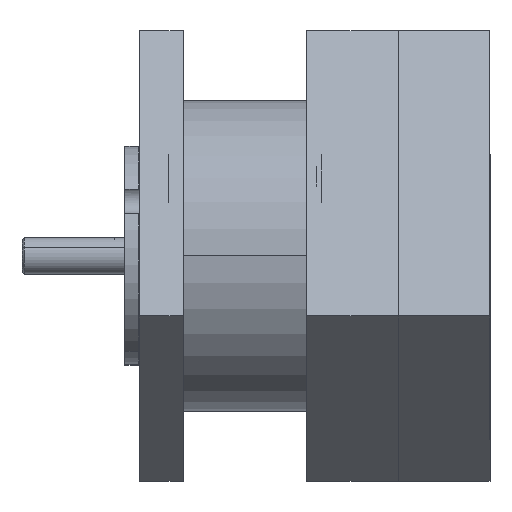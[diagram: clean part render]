
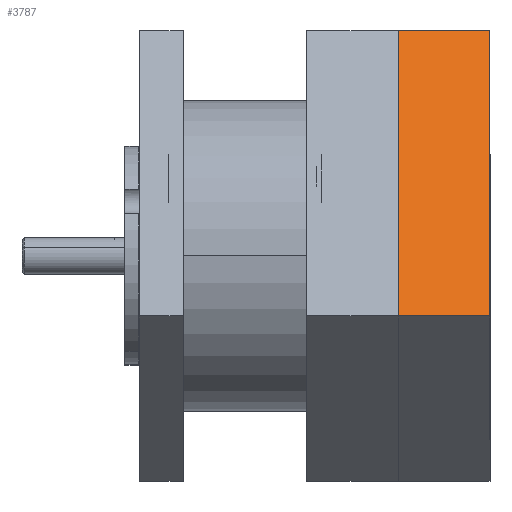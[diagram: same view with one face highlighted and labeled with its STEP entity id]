
A CAD part, top view. The second image highlights one B-rep face of the part: STEP entity #3787.
In plain terms, the highlighted planar face has unit normal (0, 0.5, 0.866).
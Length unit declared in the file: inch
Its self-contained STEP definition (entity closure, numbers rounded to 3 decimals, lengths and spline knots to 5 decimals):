
#1013 = PLANE ( 'NONE',  #3326 ) ;
#1016 = CARTESIAN_POINT ( 'NONE',  ( -1.9141, 0.04181, 11.4613 ) ) ;
#1017 = DIRECTION ( 'NONE',  ( 0., -0.5, -0.866 ) ) ;
#1023 = DIRECTION ( 'NONE',  ( -1., 0., 0. ) ) ;
#1940 = LINE ( 'NONE', #1942, #3400 ) ;
#1942 = CARTESIAN_POINT ( 'NONE',  ( -1.2891, 0.04181, 11.4613 ) ) ;
#1948 = LINE ( 'NONE', #1950, #3423 ) ;
#1949 = DIRECTION ( 'NONE',  ( 0., 0.866, -0.5 ) ) ;
#1950 = CARTESIAN_POINT ( 'NONE',  ( -1.9141, 1.99036, 10.3363 ) ) ;
#1957 = DIRECTION ( 'NONE',  ( 1., 0., 0. ) ) ;
#1963 = LINE ( 'NONE', #1971, #2881 ) ;
#1971 = CARTESIAN_POINT ( 'NONE',  ( -1.9141, 0.04181, 11.4613 ) ) ;
#1979 = DIRECTION ( 'NONE',  ( 0., 0.866, -0.5 ) ) ;
#2102 = DIRECTION ( 'NONE',  ( 1., 0., 0. ) ) ;
#2108 = LINE ( 'NONE', #2110, #3407 ) ;
#2110 = CARTESIAN_POINT ( 'NONE',  ( -1.9141, 0.04181, 11.4613 ) ) ;
#2187 = CARTESIAN_POINT ( 'NONE',  ( -1.2891, 1.99036, 10.3363 ) ) ;
#2195 = CARTESIAN_POINT ( 'NONE',  ( -1.9141, 1.99036, 10.3363 ) ) ;
#2356 = CARTESIAN_POINT ( 'NONE',  ( -1.2891, 0.04181, 11.4613 ) ) ;
#2357 = CARTESIAN_POINT ( 'NONE',  ( -1.9141, 0.04181, 11.4613 ) ) ;
#2771 = FACE_OUTER_BOUND ( 'NONE', #4296, .T. ) ;
#2881 = VECTOR ( 'NONE', #1979, 39.37008 ) ;
#3326 = AXIS2_PLACEMENT_3D ( 'NONE', #1016, #1017, #1023 ) ;
#3400 = VECTOR ( 'NONE', #1949, 39.37008 ) ;
#3407 = VECTOR ( 'NONE', #2102, 39.37008 ) ;
#3423 = VECTOR ( 'NONE', #1957, 39.37008 ) ;
#3787 = ADVANCED_FACE ( 'NONE', ( #2771 ), #1013, .F. ) ;
#4010 = EDGE_CURVE ( 'NONE', #5748, #5668, #1940, .T. ) ;
#4011 = EDGE_CURVE ( 'NONE', #5661, #5668, #1948, .T. ) ;
#4013 = EDGE_CURVE ( 'NONE', #5747, #5748, #2108, .T. ) ;
#4040 = EDGE_CURVE ( 'NONE', #5747, #5661, #1963, .T. ) ;
#4296 = EDGE_LOOP ( 'NONE', ( #4927, #4867, #4866, #4933 ) ) ;
#4866 = ORIENTED_EDGE ( 'NONE', *, *, #4013, .T. ) ;
#4867 = ORIENTED_EDGE ( 'NONE', *, *, #4040, .F. ) ;
#4927 = ORIENTED_EDGE ( 'NONE', *, *, #4011, .F. ) ;
#4933 = ORIENTED_EDGE ( 'NONE', *, *, #4010, .T. ) ;
#5661 = VERTEX_POINT ( 'NONE', #2195 ) ;
#5668 = VERTEX_POINT ( 'NONE', #2187 ) ;
#5747 = VERTEX_POINT ( 'NONE', #2357 ) ;
#5748 = VERTEX_POINT ( 'NONE', #2356 ) ;
